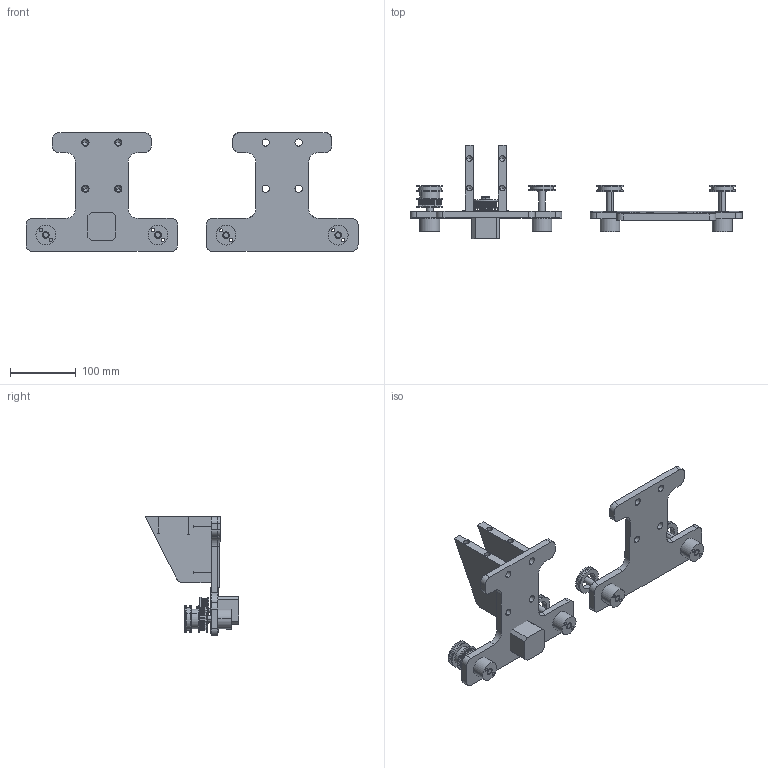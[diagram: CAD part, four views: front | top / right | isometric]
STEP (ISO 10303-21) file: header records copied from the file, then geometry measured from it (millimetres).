
FILE_DESCRIPTION (( 'STEP AP203' ), '1' );
FILE_NAME ('Triebwagen.STEP', '2021-11-24T13:48:54', ( '' ), ( '' ), 'SwSTEP 2.0', 'SolidWorks 2019', '' );
FILE_SCHEMA (( 'CONFIG_CONTROL_DESIGN' ));
Length unit declared in the file: millimetre
Products named in the file (10): Motorbefestigung; Verbindungsdreieck; Laufrad v6.step; Triebwagen; Nema 17-04; Seitenteil_B; ZahnradMotor v2.step; ZahnRiemenRad v6.step; Wellenaufnahme; Welle
Assembly tree (19 placements, depth 2):
  Triebwagen
    Seitenteil_B  x2
    Nema 17-04
    Motorbefestigung
    Wellenaufnahme  x4
    Welle  x4
    Laufrad v6.step  x3
    ZahnradMotor v2.step
    ZahnRiemenRad v6.step
    Verbindungsdreieck  x2
Bounding box: 503.27 x 141.35 x 180.18 mm (x, y, z)
Volume: 828386.8 mm3; surface area: 237224.2 mm2
Topology: 19 solids, 19 shells, 572 faces, 1503 edges, 976 vertices
Faces by surface type: cylinder 338, plane 192, cone 24, torus 18
Entity records: 14964 total; most frequent: DIRECTION 2548, CARTESIAN_POINT 2339, ORIENTED_EDGE 2276, EDGE_CURVE 1138, AXIS2_PLACEMENT_3D 963, VERTEX_POINT 754, LINE 622, VECTOR 622
